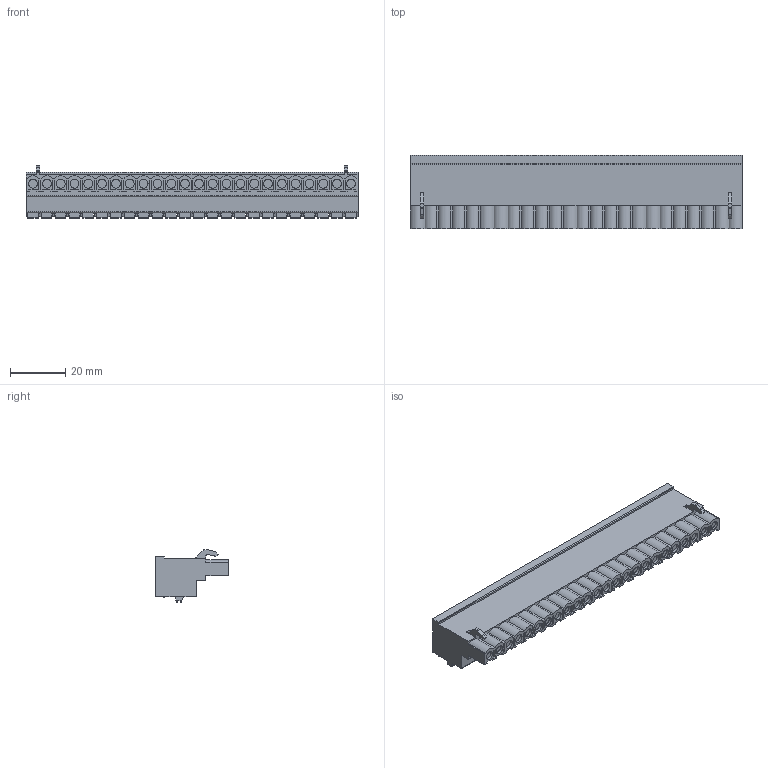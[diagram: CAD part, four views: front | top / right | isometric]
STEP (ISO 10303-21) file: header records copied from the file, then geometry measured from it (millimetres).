
FILE_DESCRIPTION((''),'2;1');
FILE_NAME('TLPS-201R-XXP-X','2024-09-23T10:59:46',('tluser'),(''),'CREO PARAMETRIC BY PTC INC, 2018100','CREO PARAMETRIC BY PTC INC, 2018100','');
FILE_SCHEMA(('CONFIG_CONTROL_DESIGN'));
Length unit declared in the file: millimetre
Products named in the file (1): TLPS-201R-XXP-X
Bounding box: 120.1 x 26.6 x 19 mm (x, y, z)
Volume: 32518.4 mm3; surface area: 13768.4 mm2
Topology: 1 solids, 1 shells, 1341 faces, 3453 edges, 2302 vertices
Faces by surface type: plane 910, cylinder 431
Entity records: 40799 total; most frequent: CARTESIAN_POINT 7120, DIRECTION 6989, ORIENTED_EDGE 6906, EDGE_CURVE 3453, VECTOR 2591, LINE 2591, VERTEX_POINT 2302, AXIS2_PLACEMENT_3D 2199
